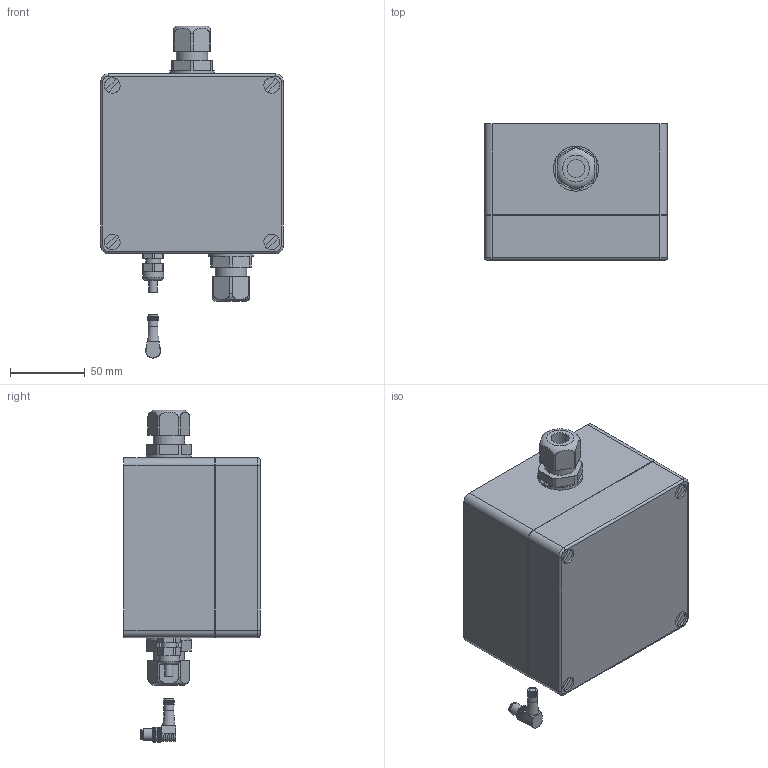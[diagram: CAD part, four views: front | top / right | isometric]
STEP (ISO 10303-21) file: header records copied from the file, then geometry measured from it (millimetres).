
FILE_DESCRIPTION((''),'2;1');
FILE_NAME('PM902497.stp','2013-02-25T09:17:12',('LEIB'),(''),'Autodesk Inventor 2009','Autodesk Inventor 2009','');
FILE_SCHEMA(('AUTOMOTIVE_DESIGN { 1 0 10303 214 1 1 1 1 }'));
Length unit declared in the file: millimetre
Products named in the file (3): PM902497; P4722602
Assembly tree (2 placements, depth 2):
  PM902497
    PM902497
    P4722602
Bounding box: 122 x 91 x 221.75 mm (x, y, z)
Volume: 1365707.2 mm3; surface area: 82184.2 mm2
Topology: 2 solids, 2 shells, 431 faces, 1175 edges, 773 vertices
Faces by surface type: plane 266, cylinder 146, torus 10, cone 6, sphere 3
Full cylindrical faces by diameter (mm): 0.8 x3, 4.5 x1, 5.5 x2, 6 x1, 6.5 x4, 7 x1, 8 x2, 9 x2, 10 x1, 10.5 x4, 12 x2, 14 x1, 21 x2, 30 x2
Entity records: 14400 total; most frequent: CARTESIAN_POINT 3210, DIRECTION 2306, ORIENTED_EDGE 2252, EDGE_CURVE 1126, AXIS2_PLACEMENT_3D 780, VERTEX_POINT 766, VECTOR 746, LINE 746
